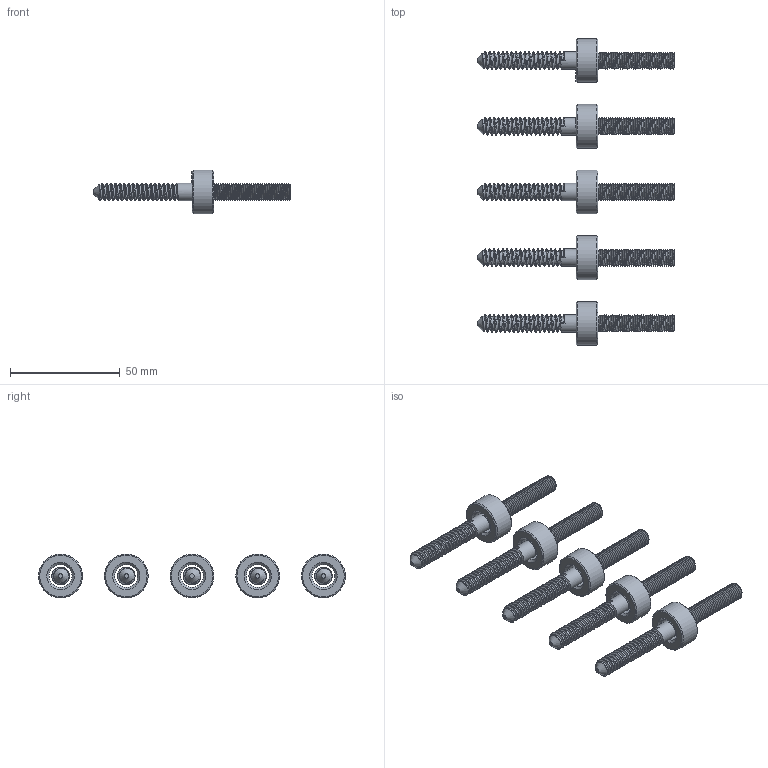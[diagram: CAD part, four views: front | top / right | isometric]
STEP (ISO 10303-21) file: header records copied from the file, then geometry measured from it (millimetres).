
FILE_DESCRIPTION(/* description */ (''),/* implementation_level */ '2;1');
FILE_NAME(/* name */ '.stp',/* time_stamp */ '2019-08-29T12:15:51+02:00',/* author */ ('WG'),/* organization */ (''),/* preprocessor_version */ 'ST-DEVELOPER v17.2',/* originating_system */ 'Autodesk Inventor 2019',/* authorisation */ '');
FILE_SCHEMA (('AUTOMOTIVE_DESIGN { 1 0 10303 214 3 1 1 }'));
Length unit declared in the file: millimetre
Products named in the file (3): RD-7; RD-7-entretoise; Vis tige longue
Assembly tree (10 placements, depth 2):
  RD-7
    RD-7-entretoise  x5
    Vis tige longue  x5
Bounding box: 90 x 140 x 20 mm (x, y, z)
Volume: 28006.8 mm3; surface area: 23608.2 mm2
Topology: 10 solids, 10 shells, 225 faces, 950 edges, 750 vertices
Faces by surface type: cylinder 110, plane 65, cone 30, bspline 20
Full cylindrical faces by diameter (mm): 8 x90, 10.5 x5, 20 x5
Entity records: 30246 total; most frequent: CARTESIAN_POINT 29113, ORIENTED_EDGE 272, EDGE_CURVE 136, DIRECTION 130, VERTEX_POINT 115, B_SPLINE_CURVE_WITH_KNOTS 91, AXIS2_PLACEMENT_3D 49, LINE 32
